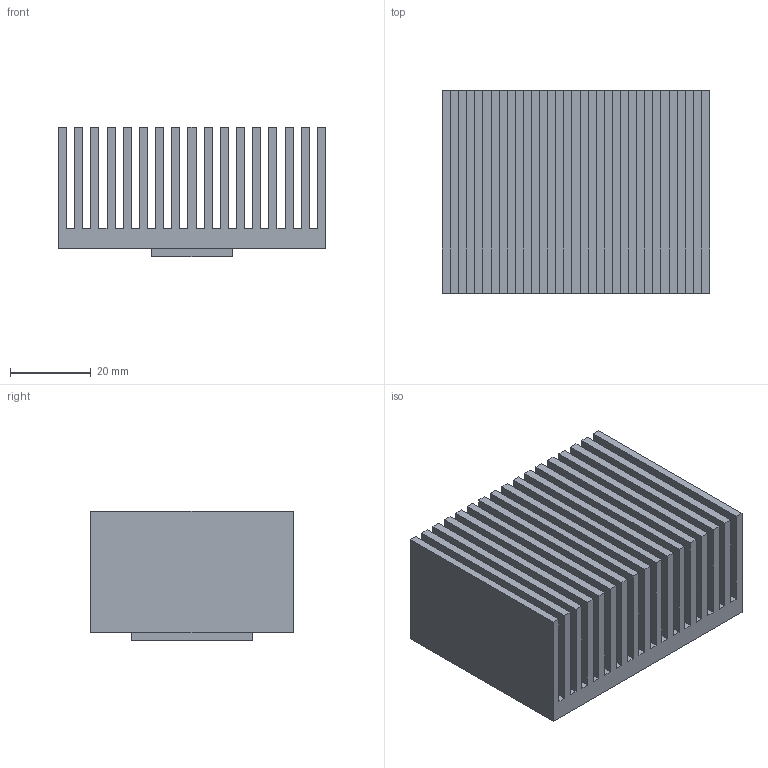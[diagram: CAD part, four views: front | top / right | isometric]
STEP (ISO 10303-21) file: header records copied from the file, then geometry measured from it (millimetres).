
FILE_DESCRIPTION (( 'STEP AP203' ), '1' );
FILE_NAME ('heatsink.STEP', '2018-08-29T09:39:03', ( '' ), ( '' ), 'SwSTEP 2.0', 'SolidWorks 2014', '' );
FILE_SCHEMA (( 'CONFIG_CONTROL_DESIGN' ));
Length unit declared in the file: millimetre
Products named in the file (1): heatsink
Bounding box: 66 x 50 x 32 mm (x, y, z)
Volume: 60200 mm3; surface area: 52160 mm2
Topology: 1 solids, 1 shells, 75 faces, 216 edges, 144 vertices
Faces by surface type: plane 75
Entity records: 2487 total; most frequent: CARTESIAN_POINT 436, ORIENTED_EDGE 432, DIRECTION 368, LINE 216, VECTOR 216, EDGE_CURVE 216, VERTEX_POINT 144, AXIS2_PLACEMENT_3D 76
